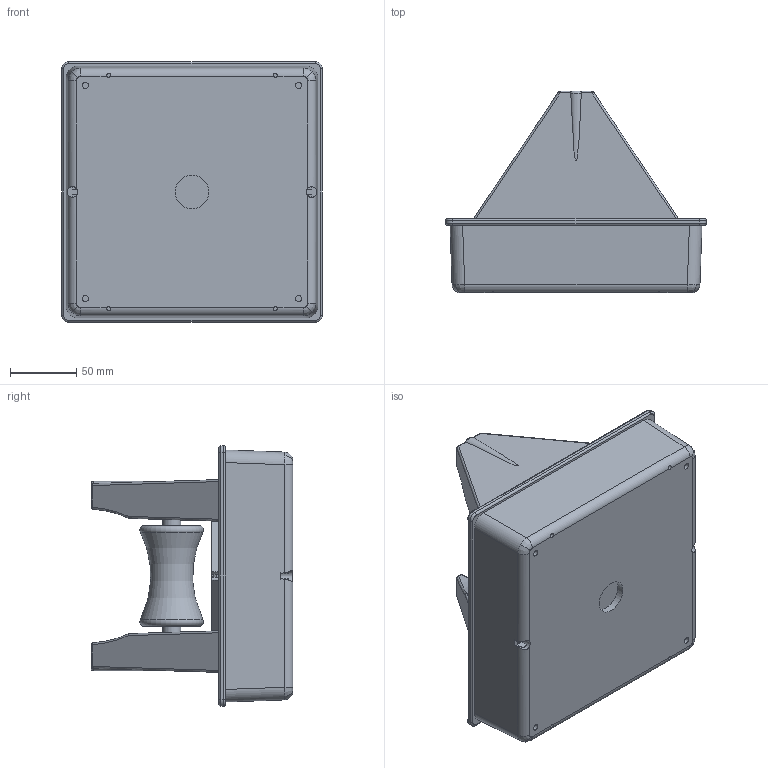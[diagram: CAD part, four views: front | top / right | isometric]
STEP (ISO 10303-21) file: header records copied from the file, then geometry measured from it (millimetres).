
FILE_DESCRIPTION((''),'2;1');
FILE_NAME('3-R-2 with Spacer.stp','2012-11-21T08:23:42',('rdavis'),(''),'Autodesk Inventor 2013','Autodesk Inventor 2013','');
FILE_SCHEMA(('AUTOMOTIVE_DESIGN { 1 0 10303 214 1 1 1 1 }'));
Length unit declared in the file: inch
Products named in the file (7): 3-R-2 with Spacer; 3R No Logo; 3-R roller assy; 3 inch Roller_3_ Roller; Rod for 3R Pipestand; 3-R Spacer; Spacers_3R Spacer
Assembly tree (6 placements, depth 3):
  3-R-2 with Spacer
    3R No Logo
    3-R roller assy
      3 inch Roller_3_ Roller
      Rod for 3R Pipestand
    3-R Spacer
      Spacers_3R Spacer
Bounding box: 196.85 x 152.4 x 196.85 mm (x, y, z)
Volume: 681372.3 mm3; surface area: 379106.2 mm2
Topology: 4 solids, 4 shells, 1789 faces, 4714 edges, 3063 vertices
Faces by surface type: plane 1064, bspline 423, cylinder 174, torus 61, sphere 44, cone 23
Full cylindrical faces by diameter (mm): 3.048 x8, 3.81 x2, 4.572 x4, 5.08 x1, 6.096 x2, 6.35 x3, 13.97 x1, 16.922 x1, 19.939 x2, 25.083 x1, 25.146 x1, 41.224 x2
Entity records: 77929 total; most frequent: CARTESIAN_POINT 34586, ORIENTED_EDGE 9332, DIRECTION 7082, EDGE_CURVE 4666, VECTOR 3108, LINE 3108, VERTEX_POINT 3052, AXIS2_PLACEMENT_3D 1987
